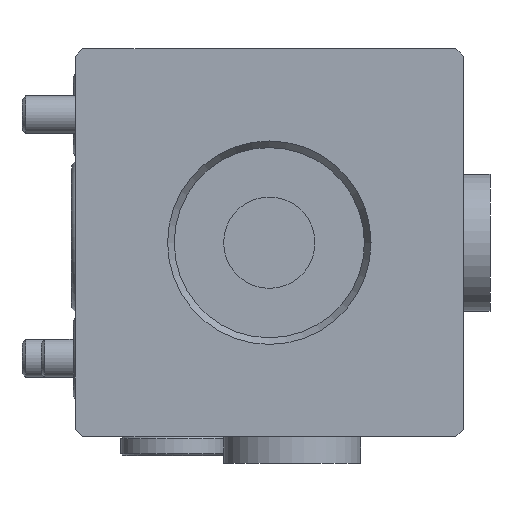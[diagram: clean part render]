
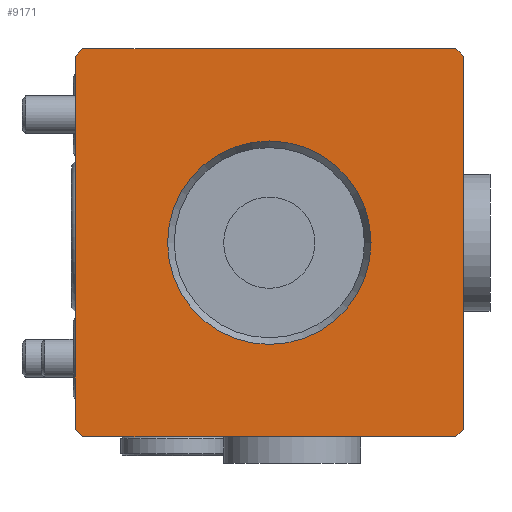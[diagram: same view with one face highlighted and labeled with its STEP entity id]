
A CAD part, front view. The second image highlights one B-rep face of the part: STEP entity #9171.
In plain terms, the highlighted planar face has unit normal (0, -1, 0).
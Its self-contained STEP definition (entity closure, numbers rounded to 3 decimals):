
#242=LINE('',#12525,#834);
#275=LINE('',#12610,#867);
#367=LINE('',#12920,#959);
#375=LINE('',#12950,#967);
#378=LINE('',#12956,#970);
#388=LINE('',#12986,#980);
#391=LINE('',#12991,#983);
#393=LINE('',#12994,#985);
#834=VECTOR('',#10427,1000.);
#867=VECTOR('',#10480,1000.);
#959=VECTOR('',#10708,1000.);
#967=VECTOR('',#10732,1000.);
#970=VECTOR('',#10737,1000.);
#980=VECTOR('',#10759,1000.);
#983=VECTOR('',#10764,1000.);
#985=VECTOR('',#10768,1000.);
#1699=ORIENTED_EDGE('',*,*,#3501,.F.);
#1700=ORIENTED_EDGE('',*,*,#3322,.F.);
#1701=ORIENTED_EDGE('',*,*,#3500,.F.);
#1702=ORIENTED_EDGE('',*,*,#3280,.F.);
#1703=ORIENTED_EDGE('',*,*,#3498,.F.);
#1704=ORIENTED_EDGE('',*,*,#3495,.F.);
#1705=ORIENTED_EDGE('',*,*,#3480,.F.);
#1706=ORIENTED_EDGE('',*,*,#3477,.F.);
#1707=ORIENTED_EDGE('',*,*,#3462,.F.);
#3280=EDGE_CURVE('',#4205,#4206,#242,.T.);
#3322=EDGE_CURVE('',#4247,#4248,#275,.T.);
#3462=EDGE_CURVE('',#4248,#4363,#367,.T.);
#3477=EDGE_CURVE('',#4363,#4377,#375,.T.);
#3480=EDGE_CURVE('',#4377,#4379,#378,.T.);
#3495=EDGE_CURVE('',#4379,#4393,#388,.T.);
#3498=EDGE_CURVE('',#4393,#4205,#391,.T.);
#3500=EDGE_CURVE('',#4206,#4247,#393,.T.);
#3501=EDGE_CURVE('',#4394,#4394,#4920,.T.);
#4205=VERTEX_POINT('',#12524);
#4206=VERTEX_POINT('',#12526);
#4247=VERTEX_POINT('',#12609);
#4248=VERTEX_POINT('',#12611);
#4363=VERTEX_POINT('',#12921);
#4377=VERTEX_POINT('',#12951);
#4379=VERTEX_POINT('',#12957);
#4393=VERTEX_POINT('',#12987);
#4394=VERTEX_POINT('',#12997);
#4920=CIRCLE('',#9758,13.366);
#5226=EDGE_LOOP('',(#1699));
#5227=EDGE_LOOP('',(#1700,#1701,#1702,#1703,#1704,#1705,#1706,#1707));
#5796=FACE_BOUND('',#5226,.T.);
#5797=FACE_BOUND('',#5227,.T.);
#6330=PLANE('',#9757);
#9171=ADVANCED_FACE('',(#5796,#5797),#6330,.F.);
#9757=AXIS2_PLACEMENT_3D('',#12995,#10769,#10770);
#9758=AXIS2_PLACEMENT_3D('',#12996,#10771,#10772);
#10427=DIRECTION('',(-1.,0.,0.));
#10480=DIRECTION('',(0.,0.,1.));
#10708=DIRECTION('',(0.707,0.,0.707));
#10732=DIRECTION('',(1.,0.,0.));
#10737=DIRECTION('',(0.707,0.,-0.707));
#10759=DIRECTION('',(0.,0.,-1.));
#10764=DIRECTION('',(-0.707,0.,-0.707));
#10768=DIRECTION('',(-0.707,0.,0.707));
#10769=DIRECTION('',(0.,1.,0.));
#10770=DIRECTION('',(0.,0.,1.));
#10771=DIRECTION('',(0.,-1.,0.));
#10772=DIRECTION('',(0.,0.,-1.));
#12524=CARTESIAN_POINT('',(24.5,-72.35,-25.5));
#12525=CARTESIAN_POINT('',(24.5,-72.35,-25.5));
#12526=CARTESIAN_POINT('',(-24.5,-72.35,-25.5));
#12609=CARTESIAN_POINT('',(-25.5,-72.35,-24.5));
#12610=CARTESIAN_POINT('',(-25.5,-72.35,-24.5));
#12611=CARTESIAN_POINT('',(-25.5,-72.35,24.5));
#12920=CARTESIAN_POINT('',(-25.5,-72.35,24.5));
#12921=CARTESIAN_POINT('',(-24.5,-72.35,25.5));
#12950=CARTESIAN_POINT('',(-24.5,-72.35,25.5));
#12951=CARTESIAN_POINT('',(24.5,-72.35,25.5));
#12956=CARTESIAN_POINT('',(24.5,-72.35,25.5));
#12957=CARTESIAN_POINT('',(25.5,-72.35,24.5));
#12986=CARTESIAN_POINT('',(25.5,-72.35,24.5));
#12987=CARTESIAN_POINT('',(25.5,-72.35,-24.5));
#12991=CARTESIAN_POINT('',(25.5,-72.35,-24.5));
#12994=CARTESIAN_POINT('',(-24.5,-72.35,-25.5));
#12995=CARTESIAN_POINT('',(0.,-72.35,0.));
#12996=CARTESIAN_POINT('',(0.,-72.35,0.));
#12997=CARTESIAN_POINT('',(0.,-72.35,-13.366));
